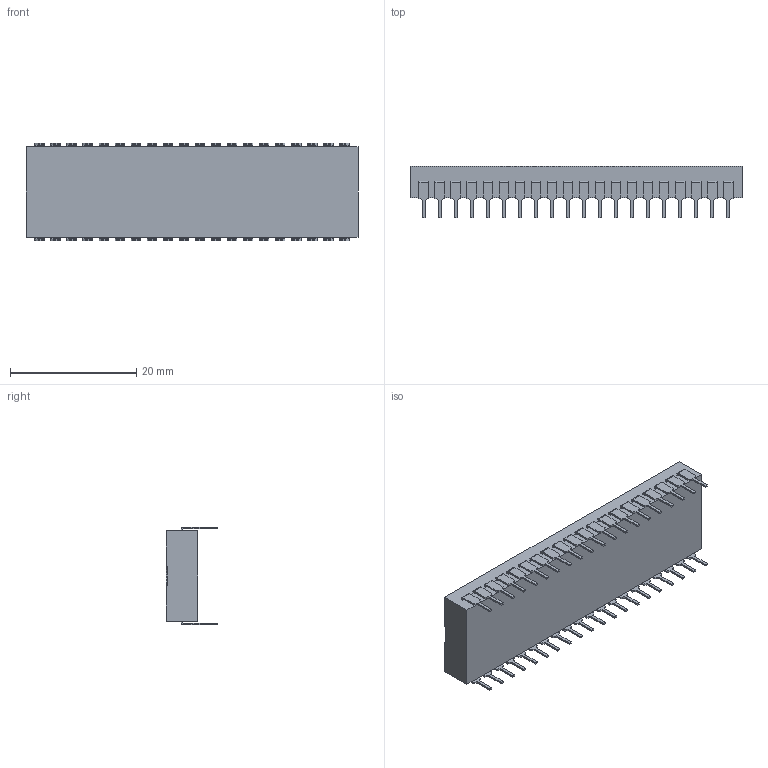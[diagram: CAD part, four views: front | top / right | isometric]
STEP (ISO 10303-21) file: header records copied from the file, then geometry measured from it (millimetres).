
FILE_DESCRIPTION (( 'STEP AP214' ), '1' );
FILE_NAME ('9A9AE93F-EA59-402B-8A41-9E9C5F66364B.STEP', '2023-05-02T09:31:19', ( '' ), ( '' ), 'SwSTEP 2.0', 'SolidWorks 2022', '' );
FILE_SCHEMA (( 'AUTOMOTIVE_DESIGN' ));
Length unit declared in the file: millimetre
Products named in the file (1): 9A9AE93F-EA59-402B-8A41-9E9C5F66364B
Bounding box: 52.6 x 8.17 x 15.5 mm (x, y, z)
Volume: 3842.1 mm3; surface area: 2785.8 mm2
Topology: 1 solids, 1 shells, 528 faces, 1458 edges, 972 vertices
Faces by surface type: plane 447, cylinder 81
Entity records: 22466 total; most frequent: CARTESIAN_POINT 2959, ORIENTED_EDGE 2916, DIRECTION 2678, EDGE_CURVE 1458, VECTOR 1296, LINE 1296, VERTEX_POINT 972, AXIS2_PLACEMENT_3D 691
